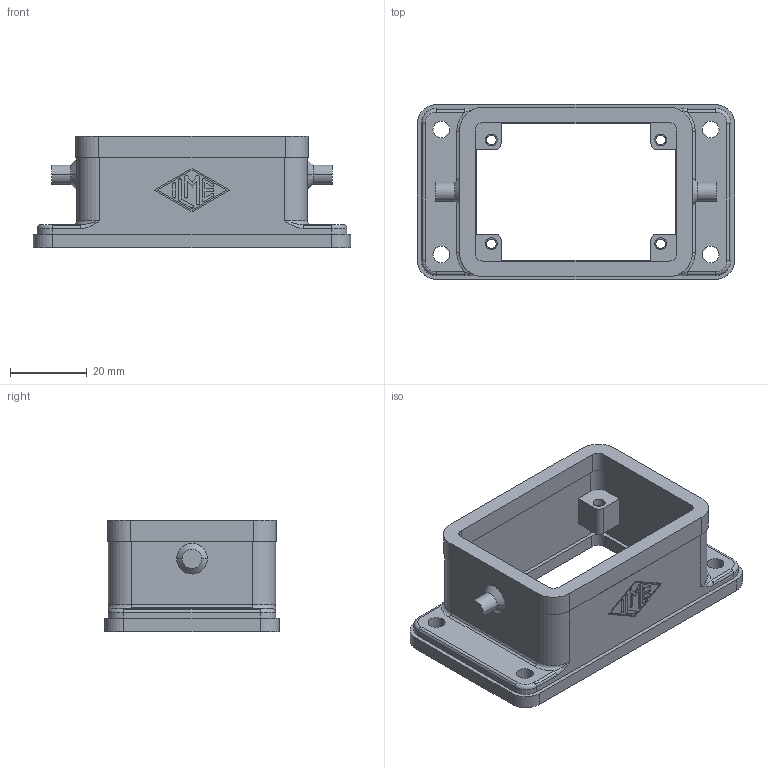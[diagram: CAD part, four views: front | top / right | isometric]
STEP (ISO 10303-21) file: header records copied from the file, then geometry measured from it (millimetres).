
FILE_DESCRIPTION((''),'2;1');
FILE_NAME('CHI 06 LC.stp','2006-12-20T17:15:45',('gembarski'),(''),'Autodesk Inventor 7','Autodesk Inventor 7','');
FILE_SCHEMA(('AUTOMOTIVE_DESIGN { 1 0 10303 214 1 1 1 1 }'));
Length unit declared in the file: millimetre
Products named in the file (1): CHI 06 LC
Bounding box: 82.5 x 45.5 x 29 mm (x, y, z)
Volume: 25745.7 mm3; surface area: 16288.2 mm2
Topology: 1 solids, 1 shells, 221 faces, 571 edges, 370 vertices
Faces by surface type: plane 85, cylinder 84, bspline 46, torus 4, cone 2
Entity records: 7596 total; most frequent: CARTESIAN_POINT 2125, DIRECTION 1135, ORIENTED_EDGE 1134, EDGE_CURVE 567, AXIS2_PLACEMENT_3D 400, VERTEX_POINT 370, VECTOR 335, LINE 335
